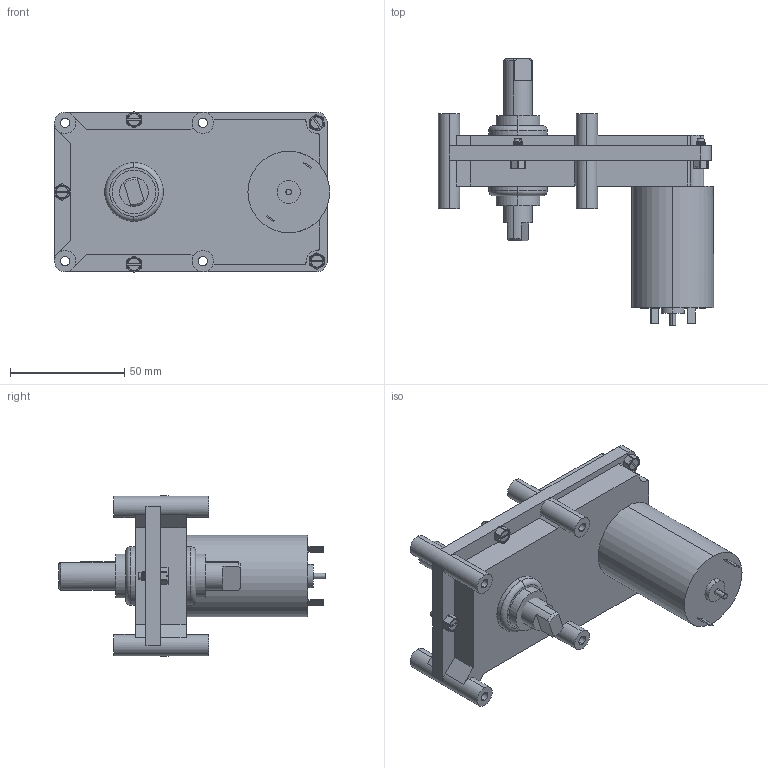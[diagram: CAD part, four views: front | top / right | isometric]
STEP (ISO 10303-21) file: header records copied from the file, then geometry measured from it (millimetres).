
FILE_DESCRIPTION (( 'STEP AP203' ), '1' );
FILE_NAME ('CEM gearmotor assembly.STEP', '2014-12-10T21:29:46', ( 'Kyle' ), ( 'Microsoft' ), 'SwSTEP 2.0', 'SolidWorks 2014', '' );
FILE_SCHEMA (( 'CONFIG_CONTROL_DESIGN' ));
Length unit declared in the file: inch
Products named in the file (4): CEM gearmotor; CEM gearmotor shaft; CEM bolt_92597A200; CEM gearmotor assembly
Assembly tree (7 placements, depth 2):
  CEM gearmotor assembly
    CEM gearmotor
    CEM gearmotor shaft
    CEM bolt_92597A200  x5
Bounding box: 120.36 x 116.5 x 70.35 mm (x, y, z)
Volume: 230727.5 mm3; surface area: 41819.5 mm2
Topology: 7 solids, 7 shells, 888 faces, 2527 edges, 1671 vertices
Faces by surface type: cylinder 396, bspline 215, plane 197, cone 76, torus 4
Entity records: 13028 total; most frequent: CARTESIAN_POINT 5390, ORIENTED_EDGE 1678, DIRECTION 1322, EDGE_CURVE 839, VERTEX_POINT 551, AXIS2_PLACEMENT_3D 498, EDGE_LOOP 340, LINE 326
